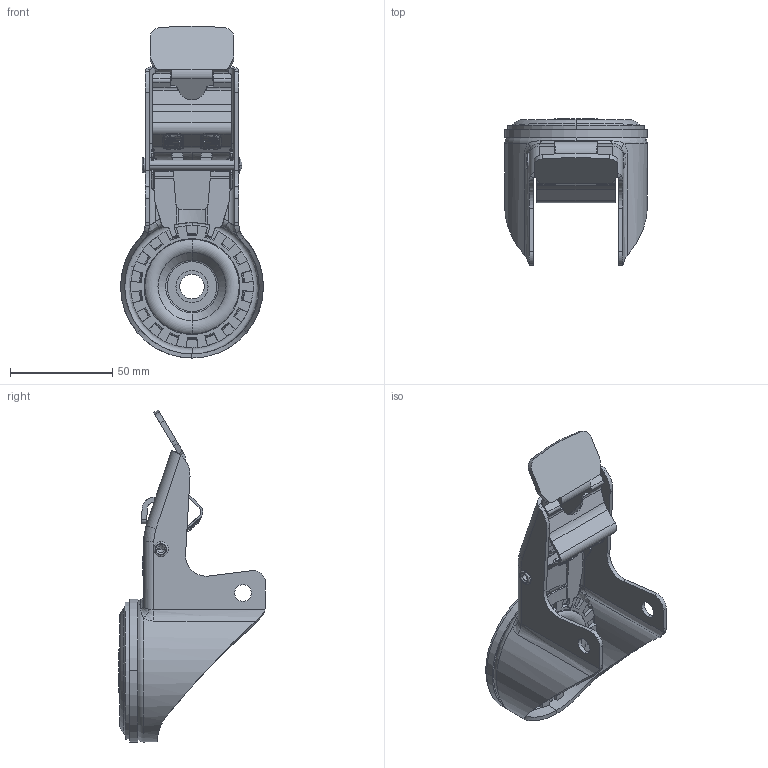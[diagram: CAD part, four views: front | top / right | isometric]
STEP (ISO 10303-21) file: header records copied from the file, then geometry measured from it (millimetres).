
FILE_DESCRIPTION (( 'STEP AP214' ), '1' );
FILE_NAME ('0055278.step', '2023-11-30T10:03:59', ( '' ), ( '' ), 'SwSTEP 2.0', 'SolidWorks 2020', '' );
FILE_SCHEMA (( 'AUTOMOTIVE_DESIGN' ));
Length unit declared in the file: millimetre
Products named in the file (1): 0055278
Bounding box: 70 x 72 x 162.71 mm (x, y, z)
Volume: 67207.8 mm3; surface area: 61886.2 mm2
Topology: 3 solids, 5 shells, 1043 faces, 2767 edges, 1720 vertices
Faces by surface type: plane 336, cylinder 314, bspline 214, torus 123, cone 52, sphere 4
Entity records: 55020 total; most frequent: CARTESIAN_POINT 18874, ORIENTED_EDGE 5498, DIRECTION 4843, EDGE_CURVE 2749, AXIS2_PLACEMENT_3D 1848, VERTEX_POINT 1720, LINE 1147, VECTOR 1147
